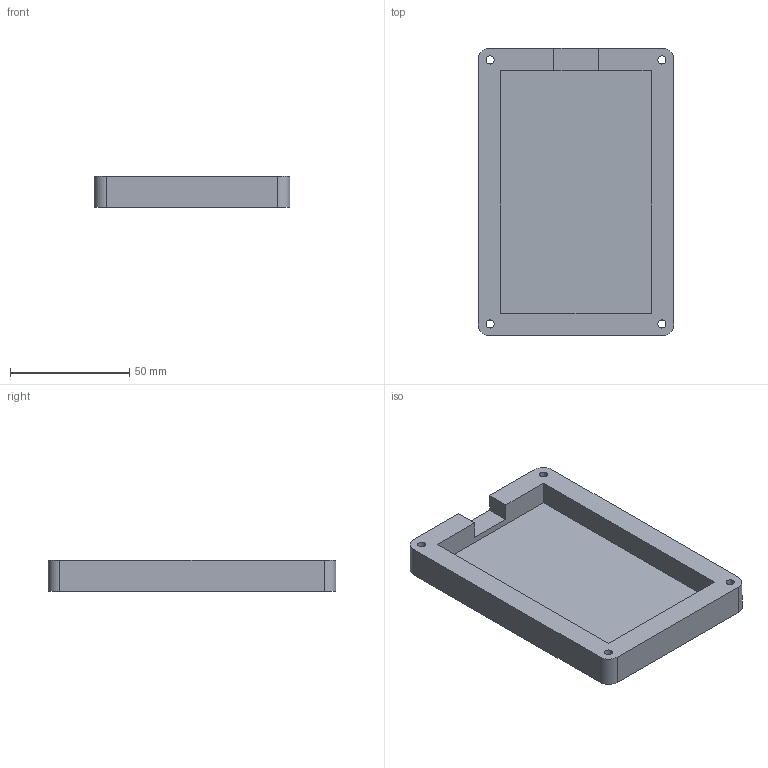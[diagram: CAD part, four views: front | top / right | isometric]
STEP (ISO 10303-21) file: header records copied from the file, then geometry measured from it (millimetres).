
FILE_DESCRIPTION(/* description */ ('','CAx-IF Rec.Pracs.---Representation and Presentation of Product Manufacturing Information (PMI)---4.0---2014-10-13'),/* implementation_level */ '2;1');
FILE_NAME(/* name */ 'HackPadCase.step',/* time_stamp */ '2025-02-15T16:41:03-06:00',/* author */ (''),/* organization */ (''),/* preprocessor_version */ 'ST-DEVELOPER v20',/* originating_system */ 'Autodesk Translation Framework v13.20.0.188',/* authorisation */ '');
FILE_SCHEMA (('AP242_MANAGED_MODEL_BASED_3D_ENGINEERING_MIM_LF { 1 0 10303 442 1 1 4 }'));
Length unit declared in the file: millimetre
Products named in the file (2): hackpad_case; keypad
Assembly tree (1 placements, depth 2):
  hackpad_case
    keypad
Bounding box: 81.91 x 120.51 x 13.2 mm (x, y, z)
Volume: 60885.5 mm3; surface area: 28737.2 mm2
Topology: 26 solids, 26 shells, 606 faces, 1647 edges, 1098 vertices
Faces by surface type: bspline 388, plane 206, cylinder 12
Full cylindrical faces by diameter (mm): 3.4 x4, 6 x4
Entity records: 22675 total; most frequent: CARTESIAN_POINT 9950, ORIENTED_EDGE 3294, EDGE_CURVE 1647, DIRECTION 1337, VERTEX_POINT 1098, LINE 847, VECTOR 847, B_SPLINE_CURVE_WITH_KNOTS 776
